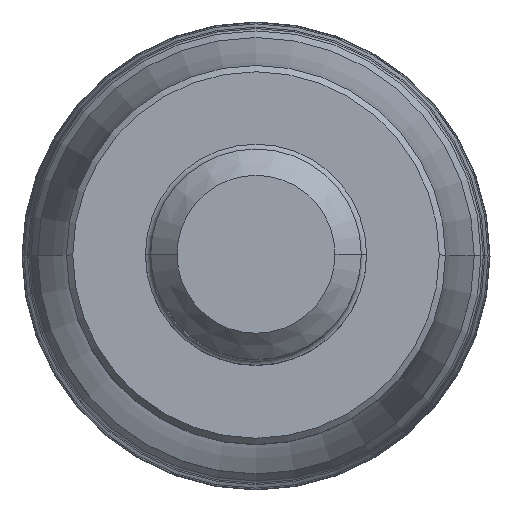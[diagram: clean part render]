
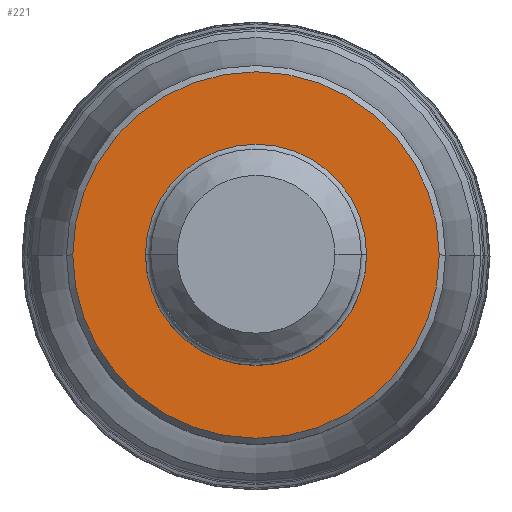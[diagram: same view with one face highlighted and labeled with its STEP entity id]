
A CAD part, top view. The second image highlights one B-rep face of the part: STEP entity #221.
In plain terms, the highlighted planar face has unit normal (0, 0, 1).
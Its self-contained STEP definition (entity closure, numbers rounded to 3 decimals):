
#56=PLANE('',#1993);
#63=FACE_BOUND('',#460,.T.);
#64=FACE_BOUND('',#461,.T.);
#221=ADVANCED_FACE('',(#63,#64),#56,.T.);
#460=EDGE_LOOP('',(#847,#848,#849,#850));
#461=EDGE_LOOP('',(#851,#852));
#847=ORIENTED_EDGE('',*,*,#1256,.T.);
#848=ORIENTED_EDGE('',*,*,#1257,.F.);
#849=ORIENTED_EDGE('',*,*,#1255,.T.);
#850=ORIENTED_EDGE('',*,*,#1254,.F.);
#851=ORIENTED_EDGE('',*,*,#1258,.F.);
#852=ORIENTED_EDGE('',*,*,#1259,.F.);
#1043=VERTEX_POINT('',#3799);
#1044=VERTEX_POINT('',#3801);
#1045=VERTEX_POINT('',#3803);
#1046=VERTEX_POINT('',#3807);
#1047=VERTEX_POINT('',#3810);
#1048=VERTEX_POINT('',#3811);
#1254=EDGE_CURVE('',#1044,#1045,#1508,.T.);
#1255=EDGE_CURVE('',#1043,#1045,#1509,.T.);
#1256=EDGE_CURVE('',#1044,#1046,#1510,.T.);
#1257=EDGE_CURVE('',#1043,#1046,#1511,.T.);
#1258=EDGE_CURVE('',#1047,#1048,#1512,.T.);
#1259=EDGE_CURVE('',#1048,#1047,#1513,.T.);
#1508=CIRCLE('',#1986,8.7);
#1509=CIRCLE('',#1987,8.7);
#1510=CIRCLE('',#1989,8.7);
#1511=CIRCLE('',#1990,8.7);
#1512=CIRCLE('',#1991,5.25);
#1513=CIRCLE('',#1992,5.25);
#1986=AXIS2_PLACEMENT_3D('',#3802,#2486,#2487);
#1987=AXIS2_PLACEMENT_3D('',#3804,#2488,#2489);
#1989=AXIS2_PLACEMENT_3D('',#3806,#2492,#2493);
#1990=AXIS2_PLACEMENT_3D('',#3808,#2494,#2495);
#1991=AXIS2_PLACEMENT_3D('',#3809,#2496,#2497);
#1992=AXIS2_PLACEMENT_3D('',#3812,#2498,#2499);
#1993=AXIS2_PLACEMENT_3D('',#3813,#2500,#2501);
#2486=DIRECTION('',(0.,0.,-1.));
#2487=DIRECTION('',(-1.,0.001,0.));
#2488=DIRECTION('',(0.,0.,1.));
#2489=DIRECTION('',(-1.,0.001,0.));
#2492=DIRECTION('',(0.,0.,1.));
#2493=DIRECTION('',(1.,-0.001,0.));
#2494=DIRECTION('',(0.,0.,-1.));
#2495=DIRECTION('',(1.,-0.001,0.));
#2496=DIRECTION('',(0.,0.,1.));
#2497=DIRECTION('',(-1.,0.,0.));
#2498=DIRECTION('',(0.,0.,1.));
#2499=DIRECTION('',(1.,0.,0.));
#2500=DIRECTION('',(0.,0.,1.));
#2501=DIRECTION('',(-1.,0.,0.));
#3799=CARTESIAN_POINT('',(8.7,0.,0.));
#3801=CARTESIAN_POINT('',(-8.7,0.,0.));
#3802=CARTESIAN_POINT('',(0.,0.,0.));
#3803=CARTESIAN_POINT('',(-8.7,0.011,0.));
#3804=CARTESIAN_POINT('',(0.,0.,0.));
#3806=CARTESIAN_POINT('',(0.,0.,0.));
#3807=CARTESIAN_POINT('',(8.7,-0.011,0.));
#3808=CARTESIAN_POINT('',(0.,0.,0.));
#3809=CARTESIAN_POINT('',(0.,0.,0.));
#3810=CARTESIAN_POINT('',(-5.25,0.,0.));
#3811=CARTESIAN_POINT('',(5.25,0.,0.));
#3812=CARTESIAN_POINT('',(0.,0.,0.));
#3813=CARTESIAN_POINT('',(0.,0.,0.));
